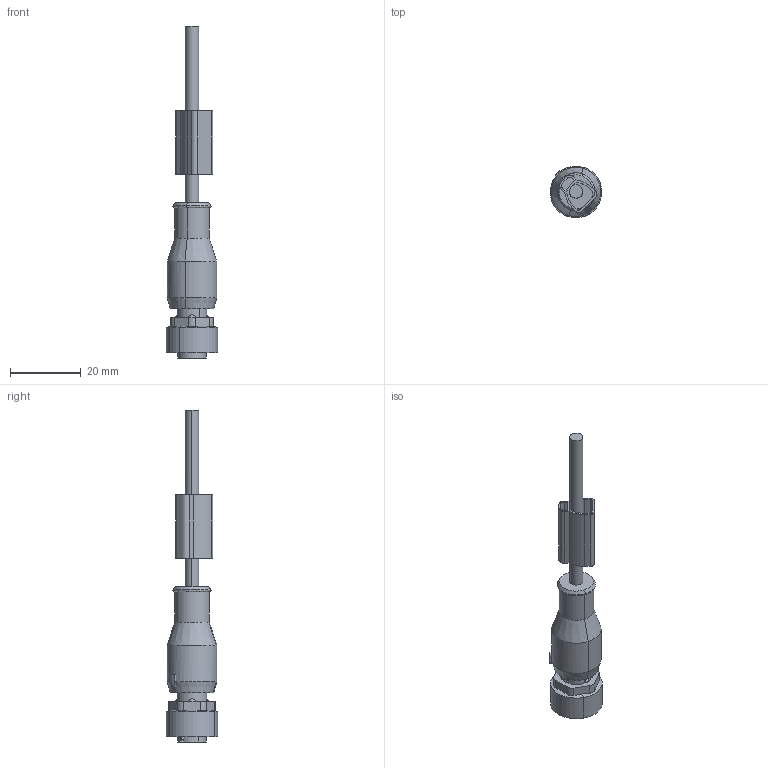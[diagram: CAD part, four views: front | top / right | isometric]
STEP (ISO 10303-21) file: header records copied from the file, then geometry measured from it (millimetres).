
FILE_DESCRIPTION(('CATIA V5 STEP Exchange','CAx-IF Rec.Pracs.--- Model Styling and Organization---1.5--- 2016-08-15','CAx-IF Rec.Pracs.---Supplemental Geometry---1.0---2011-11-01','CAx-IF Rec.Pracs.--- Composite Materials ---1.1---2010-07-15'),'2;1');
FILE_NAME ('2098946-4_0', '2025-06-25T06:54:33+00:00', ('none'), ('Weidmueller'), 'CATIA Version 5-6 Release 2022 SP4 HF5', 'CATIA V5 STEP AP214 v3', 'none');
FILE_SCHEMA(('AUTOMOTIVE_DESIGN { 1 0 10303 214 1 1 1 1 }'));
Length unit declared in the file: millimetre
Products named in the file (1): 3107940000
Bounding box: 14.6 x 14.6 x 94 mm (x, y, z)
Volume: 5774.2 mm3; surface area: 4948.7 mm2
Topology: 1 solids, 2 shells, 294 faces, 768 edges, 498 vertices
Faces by surface type: plane 119, cylinder 114, cone 34, bspline 16, revolution 5, sphere 4, torus 2
Entity records: 9641 total; most frequent: CARTESIAN_POINT 2794, ORIENTED_EDGE 1532, DIRECTION 1026, EDGE_CURVE 766, VERTEX_POINT 498, AXIS2_PLACEMENT_3D 471, VECTOR 346, LINE 346
